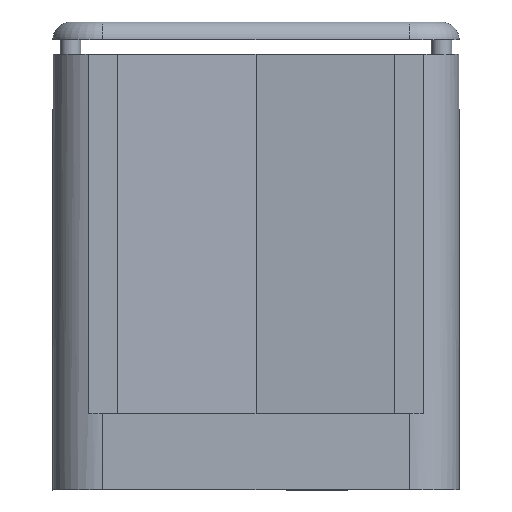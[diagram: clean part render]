
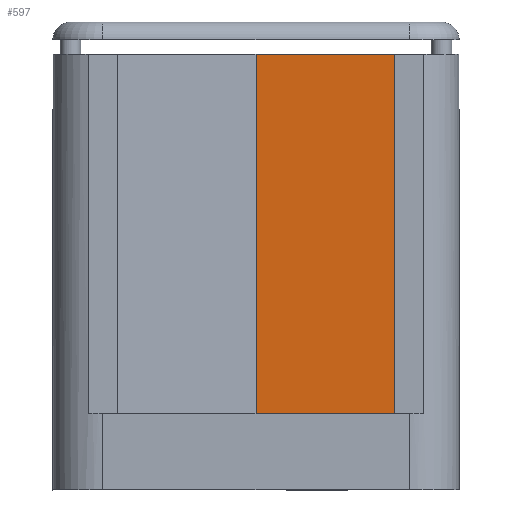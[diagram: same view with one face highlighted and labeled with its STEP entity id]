
A CAD part, front view. The second image highlights one B-rep face of the part: STEP entity #597.
In plain terms, the highlighted planar face has unit normal (-0.087, -0.996, 0).
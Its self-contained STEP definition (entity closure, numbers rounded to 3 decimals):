
#46=PLANE('',#661);
#75=FACE_OUTER_BOUND('',#114,.T.);
#114=EDGE_LOOP('',(#508,#509,#510,#511));
#147=LINE('',#929,#202);
#161=LINE('',#961,#216);
#179=LINE('',#997,#234);
#180=LINE('',#999,#235);
#202=VECTOR('',#743,10.);
#216=VECTOR('',#763,10.);
#234=VECTOR('',#807,10.);
#235=VECTOR('',#810,10.);
#287=VERTEX_POINT('',#926);
#288=VERTEX_POINT('',#928);
#302=VERTEX_POINT('',#958);
#303=VERTEX_POINT('',#960);
#346=EDGE_CURVE('',#287,#288,#147,.T.);
#362=EDGE_CURVE('',#303,#302,#161,.T.);
#381=EDGE_CURVE('',#303,#287,#179,.T.);
#382=EDGE_CURVE('',#288,#302,#180,.T.);
#508=ORIENTED_EDGE('',*,*,#362,.T.);
#509=ORIENTED_EDGE('',*,*,#382,.F.);
#510=ORIENTED_EDGE('',*,*,#346,.F.);
#511=ORIENTED_EDGE('',*,*,#381,.F.);
#597=ADVANCED_FACE('',(#75),#46,.T.);
#661=AXIS2_PLACEMENT_3D('',#998,#808,#809);
#743=DIRECTION('',(-0.996,0.087,0.));
#763=DIRECTION('',(-0.996,0.087,0.));
#807=DIRECTION('',(0.,0.,-1.));
#808=DIRECTION('center_axis',(-0.087,-0.996,0.));
#809=DIRECTION('ref_axis',(0.996,-0.087,0.));
#810=DIRECTION('',(0.,0.,1.));
#926=CARTESIAN_POINT('',(28.5,179.5,53.6));
#928=CARTESIAN_POINT('',(0.,182.,53.6));
#929=CARTESIAN_POINT('',(-12.627,183.108,53.6));
#958=CARTESIAN_POINT('',(0.,182.,114.6));
#960=CARTESIAN_POINT('',(28.5,179.5,114.6));
#961=CARTESIAN_POINT('',(-0.011,182.001,114.6));
#997=CARTESIAN_POINT('',(28.5,179.5,53.6));
#998=CARTESIAN_POINT('Origin',(0.,182.,53.6));
#999=CARTESIAN_POINT('',(0.,182.,53.6));
